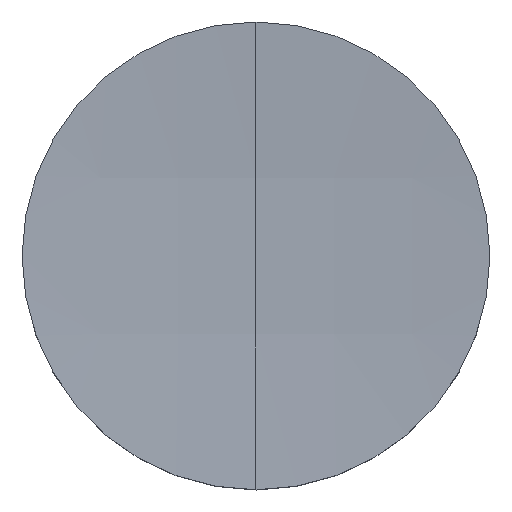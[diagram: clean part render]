
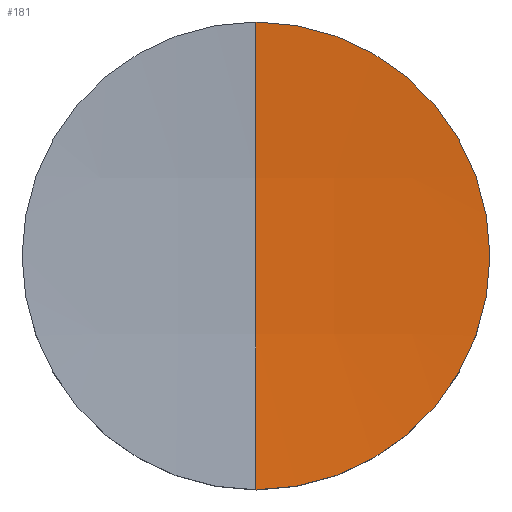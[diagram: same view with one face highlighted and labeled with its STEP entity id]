
A CAD part, top view. The second image highlights one B-rep face of the part: STEP entity #181.
In plain terms, the highlighted free-form (B-spline) face has degree [3, 3] with [4, 4] control points.
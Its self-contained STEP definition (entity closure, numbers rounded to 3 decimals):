
#6 = EDGE_CURVE ( 'NONE', #102, #294, #96, .T. ) ;
#7 = CARTESIAN_POINT ( 'NONE',  ( 0., -6.426, 3.016 ) ) ;
#13 = DIRECTION ( 'NONE',  ( 1., 0., 0. ) ) ;
#23 = ORIENTED_EDGE ( 'NONE', *, *, #6, .T. ) ;
#25 = CARTESIAN_POINT ( 'NONE',  ( 2.133, -2.145, 2.728 ) ) ;
#38 = CARTESIAN_POINT ( 'NONE',  ( 0., 0., 98.46 ) ) ;
#43 = CARTESIAN_POINT ( 'NONE',  ( 0., 6.426, 3.016 ) ) ;
#47 = CARTESIAN_POINT ( 'NONE',  ( 4.265, -2.145, 2.799 ) ) ;
#51 = CARTESIAN_POINT ( 'NONE',  ( 0., -6.35, 3.011 ) ) ;
#56 = EDGE_LOOP ( 'NONE', ( #79, #23, #177 ) ) ;
#64 = AXIS2_PLACEMENT_3D ( 'NONE', #38, #188, #190 ) ;
#69 = EDGE_CURVE ( 'NONE', #102, #92, #113, .T. ) ;
#70 = DIRECTION ( 'NONE',  ( 0., 0., -1. ) ) ;
#77 = AXIS2_PLACEMENT_3D ( 'NONE', #122, #209, #13 ) ;
#79 = ORIENTED_EDGE ( 'NONE', *, *, #69, .F. ) ;
#86 = CARTESIAN_POINT ( 'NONE',  ( 2.133, 2.145, 2.728 ) ) ;
#92 = VERTEX_POINT ( 'NONE', #206 ) ;
#96 = CIRCLE ( 'NONE', #64, 95.66 ) ;
#99 = CARTESIAN_POINT ( 'NONE',  ( 0., 6.35, 3.011 ) ) ;
#102 = VERTEX_POINT ( 'NONE', #99 ) ;
#108 = CARTESIAN_POINT ( 'NONE',  ( 6.393, -2.145, 2.942 ) ) ;
#113 = CIRCLE ( 'NONE', #77, 6.35 ) ;
#122 = CARTESIAN_POINT ( 'NONE',  ( 0., 0., 3.011 ) ) ;
#125 = FACE_OUTER_BOUND ( 'NONE', #56, .T. ) ;
#128 = CARTESIAN_POINT ( 'NONE',  ( 0., 2.145, 2.728 ) ) ;
#133 = DIRECTION ( 'NONE',  ( 1., 0., 0. ) ) ;
#134 = CARTESIAN_POINT ( 'NONE',  ( 2.127, -6.426, 3.016 ) ) ;
#152 = CARTESIAN_POINT ( 'NONE',  ( 6.393, 2.145, 2.942 ) ) ;
#157 = CARTESIAN_POINT ( 'NONE',  ( 6.374, -6.426, 3.229 ) ) ;
#176 = CARTESIAN_POINT ( 'NONE',  ( 4.252, -6.426, 3.087 ) ) ;
#177 = ORIENTED_EDGE ( 'NONE', *, *, #230, .F. ) ;
#181 = ADVANCED_FACE ( 'NONE', ( #125 ), #219, .F. ) ;
#188 = DIRECTION ( 'NONE',  ( -1., 0., 0. ) ) ;
#190 = DIRECTION ( 'NONE',  ( 0., 1., 0. ) ) ;
#192 = CARTESIAN_POINT ( 'NONE',  ( 4.265, 2.145, 2.799 ) ) ;
#206 = CARTESIAN_POINT ( 'NONE',  ( 6.35, 0., 3.011 ) ) ;
#209 = DIRECTION ( 'NONE',  ( 0., 0., -1. ) ) ;
#215 = CARTESIAN_POINT ( 'NONE',  ( 6.374, 6.426, 3.229 ) ) ;
#219 =( BOUNDED_SURFACE ( )  B_SPLINE_SURFACE ( 3, 3, ( 
 ( #215, #241, #265, #43 ),
 ( #152, #192, #86, #128 ),
 ( #108, #47, #25, #274 ),
 ( #157, #176, #134, #7 ) ),
 .UNSPECIFIED., .F., .F., .F. ) 
 B_SPLINE_SURFACE_WITH_KNOTS ( ( 4, 4 ),
 ( 4, 4 ),
 ( 0., 1. ),
 ( 0., 1. ),
 .UNSPECIFIED. ) 
 GEOMETRIC_REPRESENTATION_ITEM ( )  RATIONAL_B_SPLINE_SURFACE ( (
 ( 1., 1., 1., 1.),
 ( 0.998, 0.998, 0.998, 0.998),
 ( 0.998, 0.998, 0.998, 0.998),
 ( 1., 1., 1., 1.) ) ) 
 REPRESENTATION_ITEM ( '' )  SURFACE ( )  );
#230 = EDGE_CURVE ( 'NONE', #92, #294, #255, .T. ) ;
#241 = CARTESIAN_POINT ( 'NONE',  ( 4.252, 6.426, 3.087 ) ) ;
#247 = CARTESIAN_POINT ( 'NONE',  ( 0., 0., 3.011 ) ) ;
#255 = CIRCLE ( 'NONE', #264, 6.35 ) ;
#264 = AXIS2_PLACEMENT_3D ( 'NONE', #247, #70, #133 ) ;
#265 = CARTESIAN_POINT ( 'NONE',  ( 2.127, 6.426, 3.016 ) ) ;
#274 = CARTESIAN_POINT ( 'NONE',  ( 0., -2.145, 2.728 ) ) ;
#294 = VERTEX_POINT ( 'NONE', #51 ) ;
